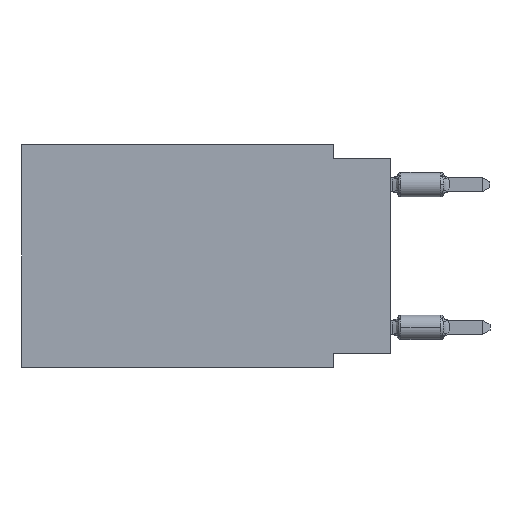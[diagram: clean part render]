
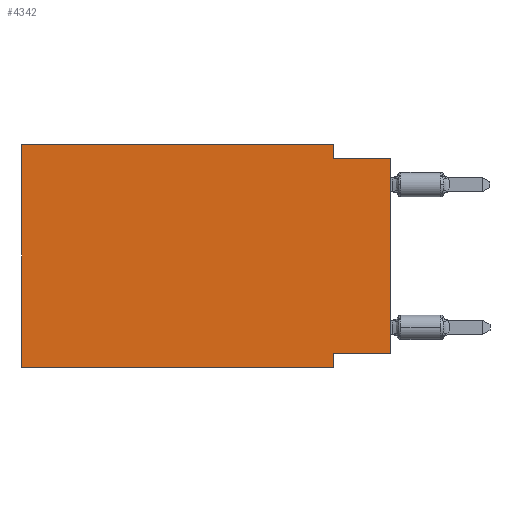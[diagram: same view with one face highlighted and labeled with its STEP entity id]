
A CAD part, left-side view. The second image highlights one B-rep face of the part: STEP entity #4342.
In plain terms, the highlighted planar face has unit normal (-1, 0, 0).
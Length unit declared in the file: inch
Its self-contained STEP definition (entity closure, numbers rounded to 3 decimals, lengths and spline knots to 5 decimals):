
#100 = EDGE_CURVE ( 'NONE', #133, #11360, #1972, .T. ) ;
#133 = VERTEX_POINT ( 'NONE', #2039 ) ;
#186 = CARTESIAN_POINT ( 'NONE',  ( 0., 0., -0.025 ) ) ;
#763 = EDGE_CURVE ( 'NONE', #9181, #1941, #11078, .T. ) ;
#960 = LINE ( 'NONE', #186, #11518 ) ;
#1109 = ORIENTED_EDGE ( 'NONE', *, *, #6324, .F. ) ;
#1455 = CARTESIAN_POINT ( 'NONE',  ( 0., 0.1, -0.39 ) ) ;
#1572 = LINE ( 'NONE', #5672, #8112 ) ;
#1843 = CARTESIAN_POINT ( 'NONE',  ( 0., 0.1, 0. ) ) ;
#1941 = VERTEX_POINT ( 'NONE', #6433 ) ;
#1972 = LINE ( 'NONE', #2955, #5046 ) ;
#2039 = CARTESIAN_POINT ( 'NONE',  ( 0., 0.1, -0.365 ) ) ;
#2262 = LINE ( 'NONE', #6302, #5349 ) ;
#2540 = CARTESIAN_POINT ( 'NONE',  ( 0., 0.645, 0. ) ) ;
#2955 = CARTESIAN_POINT ( 'NONE',  ( 0., 0.1, -0.39 ) ) ;
#2981 = CARTESIAN_POINT ( 'NONE',  ( 0., 0.645, -0.39 ) ) ;
#3114 = DIRECTION ( 'NONE',  ( 0., -1., 0. ) ) ;
#3257 = VECTOR ( 'NONE', #3114, 39.37008 ) ;
#3988 = DIRECTION ( 'NONE',  ( 0., -1., 0. ) ) ;
#4033 = CARTESIAN_POINT ( 'NONE',  ( 0., 0., -0.365 ) ) ;
#4138 = VECTOR ( 'NONE', #6308, 39.37008 ) ;
#4342 = ADVANCED_FACE ( 'NONE', ( #7788 ), #5510, .F. ) ;
#5046 = VECTOR ( 'NONE', #8751, 39.37008 ) ;
#5192 = VERTEX_POINT ( 'NONE', #8819 ) ;
#5303 = DIRECTION ( 'NONE',  ( 0., 0., -1. ) ) ;
#5349 = VECTOR ( 'NONE', #5303, 39.37008 ) ;
#5496 = EDGE_CURVE ( 'NONE', #6270, #10118, #10691, .T. ) ;
#5510 = PLANE ( 'NONE',  #8939 ) ;
#5672 = CARTESIAN_POINT ( 'NONE',  ( 0., 0., -0.365 ) ) ;
#5778 = EDGE_CURVE ( 'NONE', #9181, #133, #1572, .T. ) ;
#6076 = ORIENTED_EDGE ( 'NONE', *, *, #10225, .F. ) ;
#6270 = VERTEX_POINT ( 'NONE', #7859 ) ;
#6302 = CARTESIAN_POINT ( 'NONE',  ( 0., 0.1, 0. ) ) ;
#6308 = DIRECTION ( 'NONE',  ( 0., -1., 0. ) ) ;
#6324 = EDGE_CURVE ( 'NONE', #10118, #8811, #12191, .T. ) ;
#6433 = CARTESIAN_POINT ( 'NONE',  ( 0., 0., -0.025 ) ) ;
#6643 = DIRECTION ( 'NONE',  ( 0., 0., 1. ) ) ;
#6842 = DIRECTION ( 'NONE',  ( 0., 0., 1. ) ) ;
#7142 = VECTOR ( 'NONE', #6643, 39.37008 ) ;
#7180 = ORIENTED_EDGE ( 'NONE', *, *, #12068, .F. ) ;
#7213 = CARTESIAN_POINT ( 'NONE',  ( 0., 0., 0. ) ) ;
#7788 = FACE_OUTER_BOUND ( 'NONE', #12178, .T. ) ;
#7859 = CARTESIAN_POINT ( 'NONE',  ( 0., 0.645, -0.39 ) ) ;
#8112 = VECTOR ( 'NONE', #9585, 39.37008 ) ;
#8696 = ORIENTED_EDGE ( 'NONE', *, *, #100, .F. ) ;
#8746 = VECTOR ( 'NONE', #6842, 39.37008 ) ;
#8751 = DIRECTION ( 'NONE',  ( 0., 0., -1. ) ) ;
#8811 = VERTEX_POINT ( 'NONE', #1843 ) ;
#8819 = CARTESIAN_POINT ( 'NONE',  ( 0., 0.1, -0.025 ) ) ;
#8939 = AXIS2_PLACEMENT_3D ( 'NONE', #2540, #9033, #10931 ) ;
#9033 = DIRECTION ( 'NONE',  ( 1., 0., 0. ) ) ;
#9041 = CARTESIAN_POINT ( 'NONE',  ( 0., 0.645, 0. ) ) ;
#9181 = VERTEX_POINT ( 'NONE', #4033 ) ;
#9585 = DIRECTION ( 'NONE',  ( 0., 1., 0. ) ) ;
#10118 = VERTEX_POINT ( 'NONE', #10551 ) ;
#10225 = EDGE_CURVE ( 'NONE', #5192, #1941, #960, .T. ) ;
#10492 = ORIENTED_EDGE ( 'NONE', *, *, #763, .T. ) ;
#10551 = CARTESIAN_POINT ( 'NONE',  ( 0., 0.645, 0. ) ) ;
#10676 = EDGE_CURVE ( 'NONE', #6270, #11360, #10937, .T. ) ;
#10691 = LINE ( 'NONE', #11677, #8746 ) ;
#10931 = DIRECTION ( 'NONE',  ( 0., 0., -1. ) ) ;
#10937 = LINE ( 'NONE', #2981, #3257 ) ;
#11078 = LINE ( 'NONE', #7213, #7142 ) ;
#11360 = VERTEX_POINT ( 'NONE', #1455 ) ;
#11426 = ORIENTED_EDGE ( 'NONE', *, *, #5496, .F. ) ;
#11518 = VECTOR ( 'NONE', #3988, 39.37008 ) ;
#11677 = CARTESIAN_POINT ( 'NONE',  ( 0., 0.645, 0. ) ) ;
#12068 = EDGE_CURVE ( 'NONE', #8811, #5192, #2262, .T. ) ;
#12125 = ORIENTED_EDGE ( 'NONE', *, *, #10676, .T. ) ;
#12178 = EDGE_LOOP ( 'NONE', ( #10492, #6076, #7180, #1109, #11426, #12125, #8696, #12311 ) ) ;
#12191 = LINE ( 'NONE', #9041, #4138 ) ;
#12311 = ORIENTED_EDGE ( 'NONE', *, *, #5778, .F. ) ;
